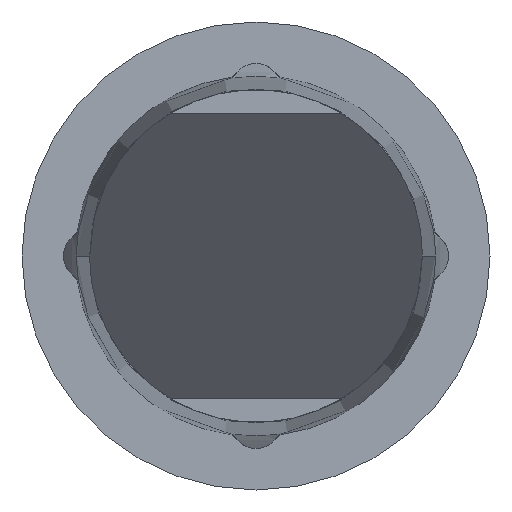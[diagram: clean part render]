
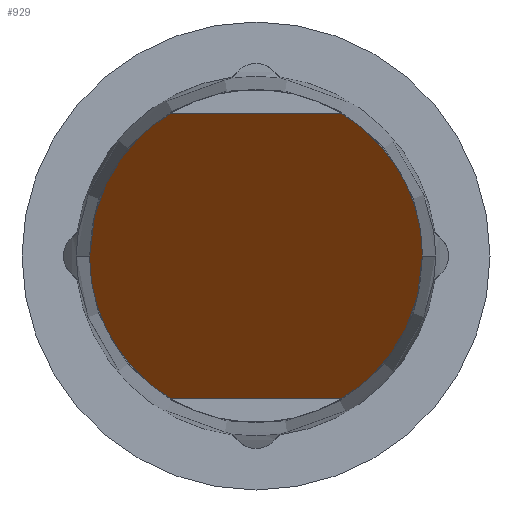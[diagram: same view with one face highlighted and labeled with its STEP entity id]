
A CAD part, front view. The second image highlights one B-rep face of the part: STEP entity #929.
In plain terms, the highlighted planar face has unit normal (0, -0.707, -0.707).
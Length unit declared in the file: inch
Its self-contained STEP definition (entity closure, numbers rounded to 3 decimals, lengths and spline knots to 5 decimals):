
#380=CARTESIAN_POINT('',(0.07,-1.44,0.));
#381=CARTESIAN_POINT('',(0.07,-1.42815,-0.01185));
#382=CARTESIAN_POINT('',(0.06579,-1.41175,
-0.02825));
#383=CARTESIAN_POINT('',(0.05242,-1.39242,
-0.04758));
#384=CARTESIAN_POINT('',(0.04244,-1.38384,
-0.05616));
#385=CARTESIAN_POINT('',(0.03606,-1.38,-0.06));
#387=CARTESIAN_POINT('',(-0.03606,-1.38,-0.06));
#388=CARTESIAN_POINT('',(-0.04244,-1.38384,
-0.05616));
#389=CARTESIAN_POINT('',(-0.05242,-1.39242,
-0.04758));
#390=CARTESIAN_POINT('',(-0.06579,-1.41175,
-0.02825));
#391=CARTESIAN_POINT('',(-0.07,-1.42815,-0.01185));
#392=CARTESIAN_POINT('',(-0.07,-1.44,0.));
#394=DIRECTION('',(1.,0.,0.));
#395=VECTOR('',#394,0.07211);
#396=CARTESIAN_POINT('',(-0.03606,-1.38,-0.06));
#397=LINE('',#396,#395);
#398=DIRECTION('',(1.,0.,0.));
#399=VECTOR('',#398,0.07211);
#400=CARTESIAN_POINT('',(-0.03606,-1.5,0.06));
#401=LINE('',#400,#399);
#402=CARTESIAN_POINT('',(-0.07,-1.44,0.));
#403=CARTESIAN_POINT('',(-0.07,-1.45185,0.01185));
#404=CARTESIAN_POINT('',(-0.06579,-1.46825,
0.02825));
#405=CARTESIAN_POINT('',(-0.05242,-1.48758,
0.04758));
#406=CARTESIAN_POINT('',(-0.04244,-1.49616,
0.05616));
#407=CARTESIAN_POINT('',(-0.03606,-1.5,0.06));
#417=CARTESIAN_POINT('',(0.03606,-1.5,0.06));
#418=CARTESIAN_POINT('',(0.04244,-1.49616,
0.05616));
#419=CARTESIAN_POINT('',(0.05242,-1.48758,
0.04758));
#420=CARTESIAN_POINT('',(0.06579,-1.46825,
0.02825));
#421=CARTESIAN_POINT('',(0.07,-1.45185,0.01185));
#422=CARTESIAN_POINT('',(0.07,-1.44,0.));
#493=CARTESIAN_POINT('',(-0.03606,-1.5,0.06));
#494=CARTESIAN_POINT('',(0.03606,-1.5,0.06));
#495=VERTEX_POINT('',#493);
#496=VERTEX_POINT('',#494);
#497=CARTESIAN_POINT('',(0.03606,-1.38,-0.06));
#498=CARTESIAN_POINT('',(-0.03606,-1.38,-0.06));
#499=VERTEX_POINT('',#497);
#500=VERTEX_POINT('',#498);
#501=VERTEX_POINT('',#380);
#502=VERTEX_POINT('',#392);
#913=CARTESIAN_POINT('',(-0.1,-1.38,-0.06));
#914=DIRECTION('',(0.,0.707,0.707));
#915=DIRECTION('',(0.,-0.707,0.707));
#916=AXIS2_PLACEMENT_3D('',#913,#914,#915);
#917=PLANE('',#916);
#919=ORIENTED_EDGE('',*,*,#918,.T.);
#921=ORIENTED_EDGE('',*,*,#920,.T.);
#922=ORIENTED_EDGE('',*,*,#890,.T.);
#923=ORIENTED_EDGE('',*,*,#908,.F.);
#924=ORIENTED_EDGE('',*,*,#897,.T.);
#926=ORIENTED_EDGE('',*,*,#925,.T.);
#927=EDGE_LOOP('',(#919,#921,#922,#923,#924,#926));
#928=FACE_OUTER_BOUND('',#927,.F.);
#929=ADVANCED_FACE('',(#928),#917,.F.);
#386=B_SPLINE_CURVE_WITH_KNOTS('',3,(#380,#381,#382,#383,#384,#385),
.UNSPECIFIED.,.F.,.F.,(4,1,1,4),(0.,0.5,0.75,1.),.UNSPECIFIED.);
#393=B_SPLINE_CURVE_WITH_KNOTS('',3,(#387,#388,#389,#390,#391,#392),
.UNSPECIFIED.,.F.,.F.,(4,1,1,4),(0.,0.25,0.5,1.),.UNSPECIFIED.);
#408=B_SPLINE_CURVE_WITH_KNOTS('',3,(#402,#403,#404,#405,#406,#407),
.UNSPECIFIED.,.F.,.F.,(4,1,1,4),(0.,0.5,0.75,1.),.UNSPECIFIED.);
#423=B_SPLINE_CURVE_WITH_KNOTS('',3,(#417,#418,#419,#420,#421,#422),
.UNSPECIFIED.,.F.,.F.,(4,1,1,4),(0.,0.25,0.5,1.),.UNSPECIFIED.);
#890=EDGE_CURVE('',#501,#499,#386,.T.);
#897=EDGE_CURVE('',#500,#502,#393,.T.);
#908=EDGE_CURVE('',#500,#499,#397,.T.);
#918=EDGE_CURVE('',#495,#496,#401,.T.);
#920=EDGE_CURVE('',#496,#501,#423,.T.);
#925=EDGE_CURVE('',#502,#495,#408,.T.);
